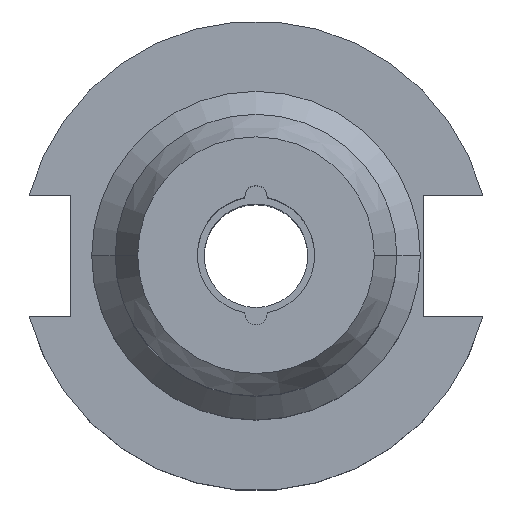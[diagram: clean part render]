
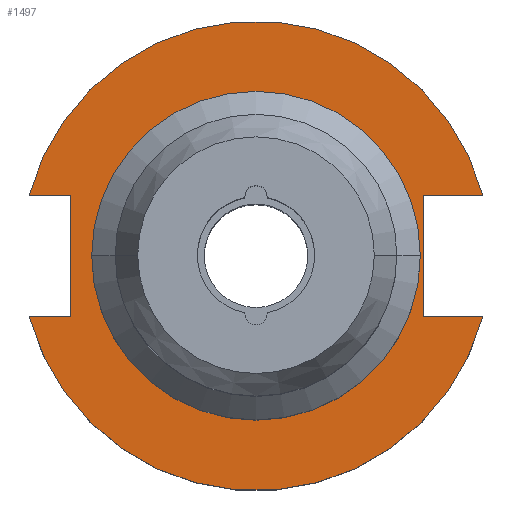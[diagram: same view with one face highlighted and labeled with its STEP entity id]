
A CAD part, top view. The second image highlights one B-rep face of the part: STEP entity #1497.
In plain terms, the highlighted planar face has unit normal (0, 0, 1).
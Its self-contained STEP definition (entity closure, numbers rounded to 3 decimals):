
#32 = FACE_BOUND ( 'NONE', #468, .T. ) ;
#34 = VECTOR ( 'NONE', #1607, 1000. ) ;
#142 = ORIENTED_EDGE ( 'NONE', *, *, #1266, .F. ) ;
#157 = EDGE_CURVE ( 'NONE', #1065, #1388, #963, .T. ) ;
#168 = EDGE_CURVE ( 'NONE', #1388, #1863, #596, .T. ) ;
#199 = DIRECTION ( 'NONE',  ( 1., 0., 0. ) ) ;
#201 = CARTESIAN_POINT ( 'NONE',  ( -30.675, 8.191, 19.05 ) ) ;
#219 = CARTESIAN_POINT ( 'NONE',  ( -25.091, -8.191, 19.05 ) ) ;
#222 = ORIENTED_EDGE ( 'NONE', *, *, #1294, .T. ) ;
#232 = VERTEX_POINT ( 'NONE', #903 ) ;
#248 = EDGE_CURVE ( 'NONE', #696, #279, #1592, .T. ) ;
#279 = VERTEX_POINT ( 'NONE', #750 ) ;
#280 = VERTEX_POINT ( 'NONE', #1418 ) ;
#297 = AXIS2_PLACEMENT_3D ( 'NONE', #1690, #1660, #1658 ) ;
#387 = EDGE_CURVE ( 'NONE', #776, #232, #1730, .T. ) ;
#403 = CARTESIAN_POINT ( 'NONE',  ( -61.091, 8.191, 19.05 ) ) ;
#439 = EDGE_CURVE ( 'NONE', #280, #232, #1653, .T. ) ;
#468 = EDGE_LOOP ( 'NONE', ( #142, #1173 ) ) ;
#509 = ORIENTED_EDGE ( 'NONE', *, *, #157, .T. ) ;
#511 = CARTESIAN_POINT ( 'NONE',  ( -25.091, 8.191, 19.05 ) ) ;
#516 = DIRECTION ( 'NONE',  ( 1., 0., 0. ) ) ;
#535 = DIRECTION ( 'NONE',  ( 1., 0., 0. ) ) ;
#541 = DIRECTION ( 'NONE',  ( 0., 0., 1. ) ) ;
#556 = CARTESIAN_POINT ( 'NONE',  ( 0., 0., 19.05 ) ) ;
#561 = ORIENTED_EDGE ( 'NONE', *, *, #387, .F. ) ;
#596 = LINE ( 'NONE', #511, #1711 ) ;
#631 = ORIENTED_EDGE ( 'NONE', *, *, #1069, .F. ) ;
#688 = LINE ( 'NONE', #1606, #1792 ) ;
#696 = VERTEX_POINT ( 'NONE', #1593 ) ;
#726 = DIRECTION ( 'NONE',  ( 1., 0., 0. ) ) ;
#729 = CARTESIAN_POINT ( 'NONE',  ( 0., 0., 19.05 ) ) ;
#737 = DIRECTION ( 'NONE',  ( 0., 0., 1. ) ) ;
#750 = CARTESIAN_POINT ( 'NONE',  ( 22.606, 8.191, 19.05 ) ) ;
#776 = VERTEX_POINT ( 'NONE', #858 ) ;
#792 = DIRECTION ( 'NONE',  ( -1., 0., 0. ) ) ;
#806 = DIRECTION ( 'NONE',  ( 0., 0., -1. ) ) ;
#834 = ORIENTED_EDGE ( 'NONE', *, *, #439, .T. ) ;
#858 = CARTESIAN_POINT ( 'NONE',  ( 22.606, -8.191, 19.05 ) ) ;
#866 = PLANE ( 'NONE',  #1312 ) ;
#873 = CARTESIAN_POINT ( 'NONE',  ( 0., 22.225, 19.05 ) ) ;
#903 = CARTESIAN_POINT ( 'NONE',  ( 30.675, -8.191, 19.05 ) ) ;
#933 = AXIS2_PLACEMENT_3D ( 'NONE', #729, #737, #726 ) ;
#963 = LINE ( 'NONE', #403, #1430 ) ;
#985 = VECTOR ( 'NONE', #199, 1000. ) ;
#1065 = VERTEX_POINT ( 'NONE', #201 ) ;
#1069 = EDGE_CURVE ( 'NONE', #280, #1863, #1773, .T. ) ;
#1075 = CIRCLE ( 'NONE', #1598, 22.225 ) ;
#1078 = VECTOR ( 'NONE', #1679, 1000. ) ;
#1085 = AXIS2_PLACEMENT_3D ( 'NONE', #1542, #1521, #1517 ) ;
#1088 = VERTEX_POINT ( 'NONE', #1375 ) ;
#1096 = CIRCLE ( 'NONE', #1085, 31.75 ) ;
#1124 = EDGE_LOOP ( 'NONE', ( #1498, #631, #834, #561, #222, #1532, #1459, #509 ) ) ;
#1173 = ORIENTED_EDGE ( 'NONE', *, *, #1586, .F. ) ;
#1202 = CARTESIAN_POINT ( 'NONE',  ( -25.091, 8.191, 19.05 ) ) ;
#1262 = CARTESIAN_POINT ( 'NONE',  ( 0., -8.191, 19.05 ) ) ;
#1266 = EDGE_CURVE ( 'NONE', #1362, #1088, #1837, .T. ) ;
#1294 = EDGE_CURVE ( 'NONE', #776, #279, #688, .T. ) ;
#1297 = CARTESIAN_POINT ( 'NONE',  ( 22.225, 0., 19.05 ) ) ;
#1312 = AXIS2_PLACEMENT_3D ( 'NONE', #873, #806, #792 ) ;
#1350 = CARTESIAN_POINT ( 'NONE',  ( 0., 8.191, 19.05 ) ) ;
#1362 = VERTEX_POINT ( 'NONE', #1297 ) ;
#1375 = CARTESIAN_POINT ( 'NONE',  ( -22.225, 0., 19.05 ) ) ;
#1388 = VERTEX_POINT ( 'NONE', #1202 ) ;
#1418 = CARTESIAN_POINT ( 'NONE',  ( -30.675, -8.191, 19.05 ) ) ;
#1430 = VECTOR ( 'NONE', #516, 1000. ) ;
#1459 = ORIENTED_EDGE ( 'NONE', *, *, #1759, .T. ) ;
#1484 = DIRECTION ( 'NONE',  ( 0., -1., 0. ) ) ;
#1497 = ADVANCED_FACE ( 'NONE', ( #32, #1855 ), #866, .F. ) ;
#1498 = ORIENTED_EDGE ( 'NONE', *, *, #168, .T. ) ;
#1517 = DIRECTION ( 'NONE',  ( 1., 0., 0. ) ) ;
#1521 = DIRECTION ( 'NONE',  ( 0., 0., 1. ) ) ;
#1532 = ORIENTED_EDGE ( 'NONE', *, *, #248, .F. ) ;
#1542 = CARTESIAN_POINT ( 'NONE',  ( 0., 0., 19.05 ) ) ;
#1586 = EDGE_CURVE ( 'NONE', #1088, #1362, #1075, .T. ) ;
#1592 = LINE ( 'NONE', #1350, #34 ) ;
#1593 = CARTESIAN_POINT ( 'NONE',  ( 30.675, 8.191, 19.05 ) ) ;
#1598 = AXIS2_PLACEMENT_3D ( 'NONE', #556, #541, #535 ) ;
#1600 = DIRECTION ( 'NONE',  ( 0., 1., 0. ) ) ;
#1606 = CARTESIAN_POINT ( 'NONE',  ( 22.606, 22.225, 19.05 ) ) ;
#1607 = DIRECTION ( 'NONE',  ( -1., 0., 0. ) ) ;
#1653 = CIRCLE ( 'NONE', #933, 31.75 ) ;
#1658 = DIRECTION ( 'NONE',  ( 1., 0., 0. ) ) ;
#1660 = DIRECTION ( 'NONE',  ( 0., 0., 1. ) ) ;
#1679 = DIRECTION ( 'NONE',  ( 1., 0., 0. ) ) ;
#1683 = CARTESIAN_POINT ( 'NONE',  ( -61.091, -8.191, 19.05 ) ) ;
#1690 = CARTESIAN_POINT ( 'NONE',  ( 0., 0., 19.05 ) ) ;
#1711 = VECTOR ( 'NONE', #1484, 1000. ) ;
#1730 = LINE ( 'NONE', #1262, #985 ) ;
#1759 = EDGE_CURVE ( 'NONE', #696, #1065, #1096, .T. ) ;
#1773 = LINE ( 'NONE', #1683, #1078 ) ;
#1792 = VECTOR ( 'NONE', #1600, 1000. ) ;
#1837 = CIRCLE ( 'NONE', #297, 22.225 ) ;
#1855 = FACE_OUTER_BOUND ( 'NONE', #1124, .T. ) ;
#1863 = VERTEX_POINT ( 'NONE', #219 ) ;
